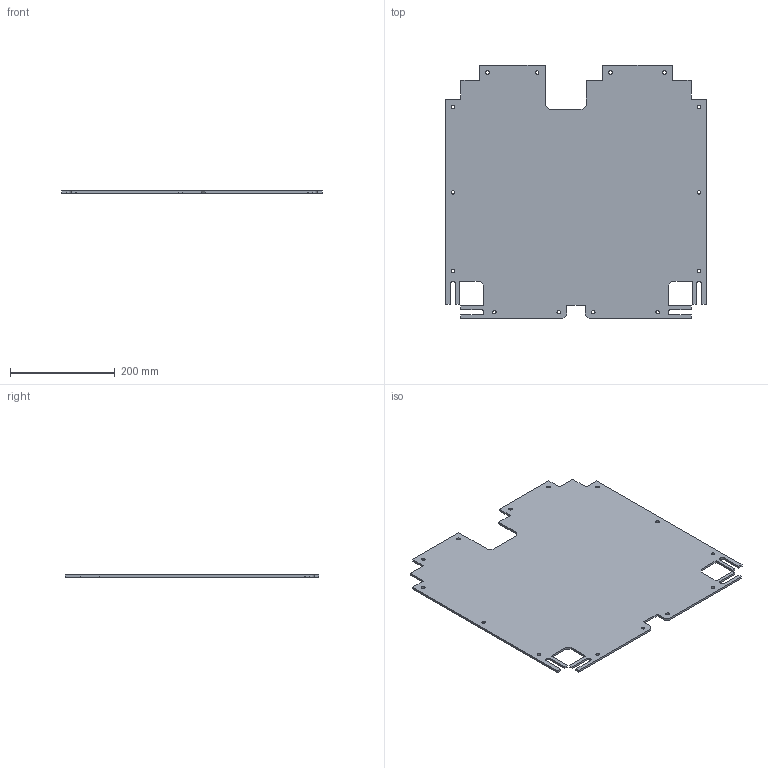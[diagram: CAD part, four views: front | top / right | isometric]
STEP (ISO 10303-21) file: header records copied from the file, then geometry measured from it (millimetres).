
FILE_DESCRIPTION(/* description */ (''),/* implementation_level */ '2;1');
FILE_NAME(/* name */ 'panel_base_300 v34.step',/* time_stamp */ '2021-09-25T21:37:25+01:00',/* author */ (''),/* organization */ (''),/* preprocessor_version */ 'ST-DEVELOPER v18.1',/* originating_system */ 'Autodesk Translation Framework v10.10.0.1391',/* authorisation */ '');
FILE_SCHEMA (('AUTOMOTIVE_DESIGN { 1 0 10303 214 3 1 1 }'));
Length unit declared in the file: inch
Products named in the file (1): panel_base_300
Bounding box: 498 x 484.5 x 4 mm (x, y, z)
Volume: 874985.2 mm3; surface area: 450039.2 mm2
Topology: 1 solids, 1 shells, 72 faces, 210 edges, 140 vertices
Faces by surface type: plane 54, cylinder 18
Full cylindrical faces by diameter (mm): 6.6 x14
Entity records: 2461 total; most frequent: CARTESIAN_POINT 423, ORIENTED_EDGE 420, DIRECTION 392, EDGE_CURVE 210, LINE 174, VECTOR 174, VERTEX_POINT 140, AXIS2_PLACEMENT_3D 109
